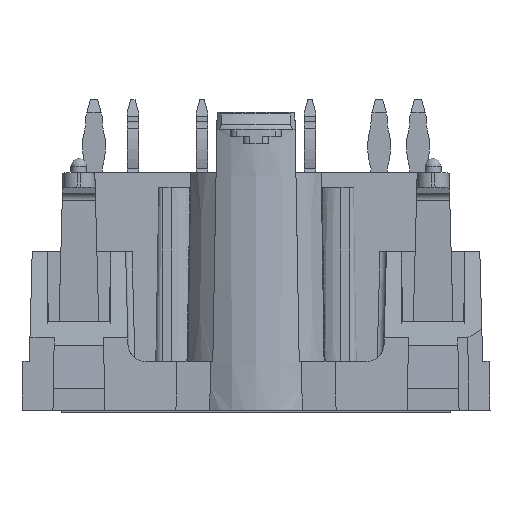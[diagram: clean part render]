
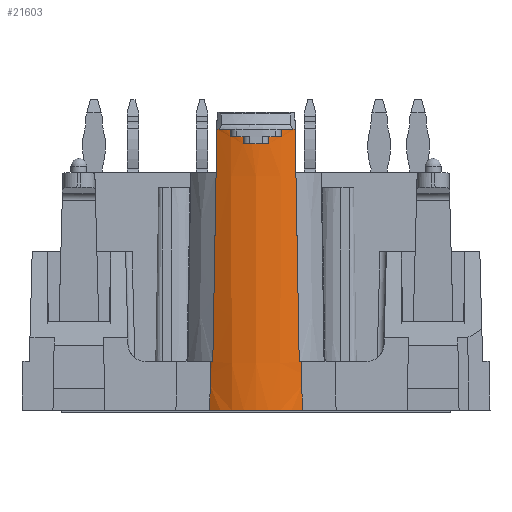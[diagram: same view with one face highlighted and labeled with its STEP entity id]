
A CAD part, left-side view. The second image highlights one B-rep face of the part: STEP entity #21603.
In plain terms, the highlighted conical face has half-angle 0.356 degrees and reference radius 5.5 mm.
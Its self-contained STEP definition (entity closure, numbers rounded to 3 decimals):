
#60=CONICAL_SURFACE('',#22989,5.5,0.006);
#107=ELLIPSE('',#21720,255.779,4.172);
#168=ELLIPSE('',#22580,255.779,4.172);
#255=ELLIPSE('',#22990,430.867,7.027);
#256=ELLIPSE('',#22992,430.867,7.027);
#483=CIRCLE('',#21662,5.597);
#487=CIRCLE('',#21667,5.479);
#495=CIRCLE('',#21691,5.6);
#514=CIRCLE('',#21724,5.5);
#515=CIRCLE('',#21726,5.6);
#855=CIRCLE('',#22813,5.594);
#875=CIRCLE('',#22948,5.5);
#886=CIRCLE('',#22991,5.597);
#5213=ORIENTED_EDGE('',*,*,#5563,.F.);
#5214=ORIENTED_EDGE('',*,*,#7232,.F.);
#5215=ORIENTED_EDGE('',*,*,#7777,.T.);
#5216=ORIENTED_EDGE('',*,*,#7811,.F.);
#5217=ORIENTED_EDGE('',*,*,#5648,.T.);
#5218=ORIENTED_EDGE('',*,*,#5524,.T.);
#5219=ORIENTED_EDGE('',*,*,#5530,.T.);
#5220=ORIENTED_EDGE('',*,*,#5706,.T.);
#5221=ORIENTED_EDGE('',*,*,#7623,.T.);
#5222=ORIENTED_EDGE('',*,*,#7703,.T.);
#5223=ORIENTED_EDGE('',*,*,#7812,.T.);
#5224=ORIENTED_EDGE('',*,*,#5702,.T.);
#5225=ORIENTED_EDGE('',*,*,#5698,.T.);
#5226=ORIENTED_EDGE('',*,*,#7813,.F.);
#5227=ORIENTED_EDGE('',*,*,#5695,.T.);
#5228=ORIENTED_EDGE('',*,*,#5691,.T.);
#5524=EDGE_CURVE('',#7843,#7842,#9370,.T.);
#5530=EDGE_CURVE('',#7842,#7848,#483,.T.);
#5563=EDGE_CURVE('',#7880,#7881,#487,.T.);
#5648=EDGE_CURVE('',#7961,#7843,#495,.T.);
#5691=EDGE_CURVE('',#7990,#7881,#107,.T.);
#5695=EDGE_CURVE('',#8002,#7990,#514,.T.);
#5698=EDGE_CURVE('',#8008,#8007,#515,.T.);
#5702=EDGE_CURVE('',#8011,#8008,#9500,.T.);
#5706=EDGE_CURVE('',#7848,#8014,#9504,.T.);
#7232=EDGE_CURVE('',#7983,#7880,#168,.T.);
#7623=EDGE_CURVE('',#8014,#9305,#855,.T.);
#7703=EDGE_CURVE('',#9305,#9334,#11011,.T.);
#7777=EDGE_CURVE('',#7983,#9356,#875,.T.);
#7811=EDGE_CURVE('',#7961,#9356,#255,.T.);
#7812=EDGE_CURVE('',#9334,#8011,#886,.T.);
#7813=EDGE_CURVE('',#8002,#8007,#256,.T.);
#7842=VERTEX_POINT('',#27530);
#7843=VERTEX_POINT('',#27532);
#7848=VERTEX_POINT('',#27543);
#7880=VERTEX_POINT('',#27609);
#7881=VERTEX_POINT('',#27611);
#7961=VERTEX_POINT('',#27790);
#7983=VERTEX_POINT('',#27840);
#7990=VERTEX_POINT('',#27854);
#8002=VERTEX_POINT('',#27885);
#8007=VERTEX_POINT('',#27899);
#8008=VERTEX_POINT('',#27901);
#8011=VERTEX_POINT('',#27909);
#8014=VERTEX_POINT('',#27916);
#9305=VERTEX_POINT('',#31870);
#9334=VERTEX_POINT('',#32021);
#9356=VERTEX_POINT('',#32290);
#9370=LINE('',#27531,#11090);
#9500=LINE('',#27908,#11220);
#9504=LINE('',#27917,#11224);
#11011=LINE('',#32022,#12731);
#11090=VECTOR('',#23045,1000.);
#11220=VECTOR('',#23317,1000.);
#11224=VECTOR('',#23323,1000.);
#12731=VECTOR('',#27116,1000.);
#13620=EDGE_LOOP('',(#5213,#5214,#5215,#5216,#5217,#5218,#5219,#5220,#5221,
#5222,#5223,#5224,#5225,#5226,#5227,#5228));
#14484=FACE_BOUND('',#13620,.T.);
#21603=ADVANCED_FACE('',(#14484),#60,.T.);
#21662=AXIS2_PLACEMENT_3D('',#27544,#23055,#23056);
#21667=AXIS2_PLACEMENT_3D('',#27610,#23094,#23095);
#21691=AXIS2_PLACEMENT_3D('',#27789,#23217,#23218);
#21720=AXIS2_PLACEMENT_3D('',#27882,#23294,#23295);
#21724=AXIS2_PLACEMENT_3D('',#27890,#23303,#23304);
#21726=AXIS2_PLACEMENT_3D('',#27900,#23308,#23309);
#22580=AXIS2_PLACEMENT_3D('',#31049,#26193,#26194);
#22813=AXIS2_PLACEMENT_3D('',#31871,#26933,#26934);
#22948=AXIS2_PLACEMENT_3D('',#32291,#27303,#27304);
#22989=AXIS2_PLACEMENT_3D('',#32362,#27407,#27408);
#22990=AXIS2_PLACEMENT_3D('',#32363,#27409,#27410);
#22991=AXIS2_PLACEMENT_3D('',#32364,#27411,#27412);
#22992=AXIS2_PLACEMENT_3D('',#32365,#27413,#27414);
#23045=DIRECTION('',(0.007,0.,-1.));
#23055=DIRECTION('',(0.,0.,-1.));
#23056=DIRECTION('',(-1.,0.,0.));
#23094=DIRECTION('',(0.,0.,-1.));
#23095=DIRECTION('',(1.,0.,0.));
#23217=DIRECTION('',(0.,0.,-1.));
#23218=DIRECTION('',(-1.,0.,0.));
#23294=DIRECTION('',(-1.,0.,-0.017));
#23295=DIRECTION('',(-0.017,0.,1.));
#23303=DIRECTION('',(0.,0.,-1.));
#23304=DIRECTION('',(-1.,0.,0.));
#23308=DIRECTION('',(0.,0.,-1.));
#23309=DIRECTION('',(-1.,0.,0.));
#23317=DIRECTION('',(-0.007,0.,1.));
#23323=DIRECTION('',(0.006,0.,-1.));
#26193=DIRECTION('',(1.,0.,0.017));
#26194=DIRECTION('',(-0.017,0.,1.));
#26933=DIRECTION('',(0.,0.,-1.));
#26934=DIRECTION('',(-1.,0.,0.));
#27116=DIRECTION('',(-0.006,0.,1.));
#27303=DIRECTION('',(0.,0.,-1.));
#27304=DIRECTION('',(-1.,0.,0.));
#27407=DIRECTION('',(0.,0.,1.));
#27408=DIRECTION('',(-1.,0.,0.));
#27409=DIRECTION('',(0.,-1.,0.017));
#27410=DIRECTION('',(0.,0.017,1.));
#27411=DIRECTION('',(0.,0.,-1.));
#27412=DIRECTION('',(-1.,0.,0.));
#27413=DIRECTION('',(0.,1.,0.017));
#27414=DIRECTION('',(0.,-0.017,1.));
#27530=CARTESIAN_POINT('',(-32.816,-1.75,8.245));
#27531=CARTESIAN_POINT('',(-32.818,-1.75,8.495));
#27532=CARTESIAN_POINT('',(-32.82,-1.75,8.745));
#27543=CARTESIAN_POINT('',(-33.024,-0.9,8.245));
#27544=CARTESIAN_POINT('',(-27.5,0.,8.245));
#27609=CARTESIAN_POINT('',(-31.941,-3.209,-10.755));
#27610=CARTESIAN_POINT('',(-27.5,0.,-10.755));
#27611=CARTESIAN_POINT('',(-31.941,3.209,-10.755));
#27789=CARTESIAN_POINT('',(-27.5,0.,8.745));
#27790=CARTESIAN_POINT('',(-32.396,-2.719,8.745));
#27840=CARTESIAN_POINT('',(-32.,-3.162,-7.355));
#27854=CARTESIAN_POINT('',(-32.,3.162,-7.355));
#27882=CARTESIAN_POINT('',(-29.088,0.,-174.158));
#27885=CARTESIAN_POINT('',(-32.11,3.,-7.355));
#27890=CARTESIAN_POINT('',(-27.5,0.,-7.355));
#27899=CARTESIAN_POINT('',(-32.396,2.719,8.745));
#27900=CARTESIAN_POINT('',(-27.5,0.,8.745));
#27901=CARTESIAN_POINT('',(-32.82,1.75,8.745));
#27908=CARTESIAN_POINT('',(-32.818,1.75,8.495));
#27909=CARTESIAN_POINT('',(-32.816,1.75,8.245));
#27916=CARTESIAN_POINT('',(-33.021,-0.9,7.745));
#27917=CARTESIAN_POINT('',(-33.022,-0.9,7.995));
#31049=CARTESIAN_POINT('',(-29.088,0.,-174.158));
#31870=CARTESIAN_POINT('',(-33.021,0.9,7.745));
#31871=CARTESIAN_POINT('',(-27.5,0.,7.745));
#32021=CARTESIAN_POINT('',(-33.024,0.9,8.245));
#32022=CARTESIAN_POINT('',(-33.022,0.9,7.995));
#32290=CARTESIAN_POINT('',(-32.11,-3.,-7.355));
#32291=CARTESIAN_POINT('',(-27.5,0.,-7.355));
#32362=CARTESIAN_POINT('',(-27.5,0.,-7.355));
#32363=CARTESIAN_POINT('',(-27.5,2.676,317.81));
#32364=CARTESIAN_POINT('',(-27.5,0.,8.245));
#32365=CARTESIAN_POINT('',(-27.5,-2.676,317.81));
